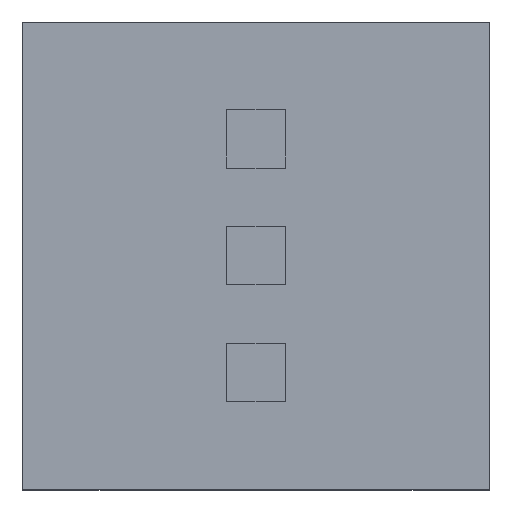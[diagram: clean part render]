
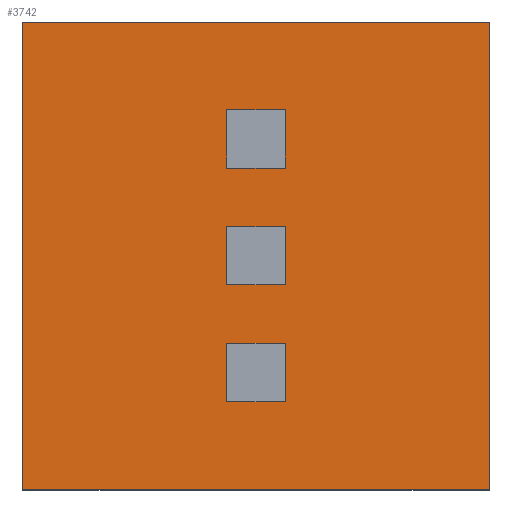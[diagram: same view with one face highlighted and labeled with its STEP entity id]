
A CAD part, top view. The second image highlights one B-rep face of the part: STEP entity #3742.
In plain terms, the highlighted planar face has unit normal (0, 0, 1).
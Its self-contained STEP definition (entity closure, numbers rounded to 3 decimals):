
#48 = CARTESIAN_POINT ( 'NONE',  ( -0.062, -0.313, 0.65 ) ) ;
#62 = VECTOR ( 'NONE', #3004, 1000. ) ;
#123 = EDGE_CURVE ( 'NONE', #2083, #2990, #620, .T. ) ;
#126 = EDGE_CURVE ( 'NONE', #3236, #891, #1047, .T. ) ;
#148 = EDGE_CURVE ( 'NONE', #2195, #3926, #2377, .T. ) ;
#174 = ORIENTED_EDGE ( 'NONE', *, *, #1945, .F. ) ;
#197 = DIRECTION ( 'NONE',  ( 0., 1., 0. ) ) ;
#201 = LINE ( 'NONE', #2874, #2749 ) ;
#221 = LINE ( 'NONE', #582, #2958 ) ;
#271 = CARTESIAN_POINT ( 'NONE',  ( 0.063, -0.063, 0.65 ) ) ;
#287 = VECTOR ( 'NONE', #2365, 1000. ) ;
#340 = FACE_BOUND ( 'NONE', #2528, .T. ) ;
#412 = DIRECTION ( 'NONE',  ( -1., 0., 0. ) ) ;
#455 = EDGE_CURVE ( 'NONE', #2109, #1801, #3875, .T. ) ;
#525 = CARTESIAN_POINT ( 'NONE',  ( -0.062, 0.313, 0.65 ) ) ;
#539 = LINE ( 'NONE', #613, #3347 ) ;
#554 = CARTESIAN_POINT ( 'NONE',  ( 0.5, -0.5, 0.65 ) ) ;
#558 = DIRECTION ( 'NONE',  ( 0., 1., 0. ) ) ;
#582 = CARTESIAN_POINT ( 'NONE',  ( -0.062, 0.188, 0.65 ) ) ;
#589 = EDGE_CURVE ( 'NONE', #3585, #882, #539, .T. ) ;
#613 = CARTESIAN_POINT ( 'NONE',  ( 0.5, 0.5, 0.65 ) ) ;
#620 = LINE ( 'NONE', #3030, #1892 ) ;
#633 = ORIENTED_EDGE ( 'NONE', *, *, #2656, .F. ) ;
#643 = EDGE_CURVE ( 'NONE', #3926, #2109, #1596, .T. ) ;
#674 = CARTESIAN_POINT ( 'NONE',  ( -0.062, 0.188, 0.65 ) ) ;
#681 = ORIENTED_EDGE ( 'NONE', *, *, #3156, .F. ) ;
#688 = DIRECTION ( 'NONE',  ( 0., -1., 0. ) ) ;
#850 = ORIENTED_EDGE ( 'NONE', *, *, #455, .F. ) ;
#882 = VERTEX_POINT ( 'NONE', #1894 ) ;
#891 = VERTEX_POINT ( 'NONE', #2002 ) ;
#929 = CARTESIAN_POINT ( 'NONE',  ( -0.062, -0.188, 0.65 ) ) ;
#1047 = LINE ( 'NONE', #48, #3939 ) ;
#1152 = VECTOR ( 'NONE', #1589, 1000. ) ;
#1169 = DIRECTION ( 'NONE',  ( -1., 0., 0. ) ) ;
#1214 = VECTOR ( 'NONE', #1376, 1000. ) ;
#1252 = DIRECTION ( 'NONE',  ( 1., 0., 0. ) ) ;
#1256 = CARTESIAN_POINT ( 'NONE',  ( -0.062, 0.063, 0.65 ) ) ;
#1284 = DIRECTION ( 'NONE',  ( 1., 0., 0. ) ) ;
#1356 = ORIENTED_EDGE ( 'NONE', *, *, #589, .T. ) ;
#1376 = DIRECTION ( 'NONE',  ( 0., 1., 0. ) ) ;
#1384 = ORIENTED_EDGE ( 'NONE', *, *, #2596, .F. ) ;
#1428 = CARTESIAN_POINT ( 'NONE',  ( 0.063, -0.188, 0.65 ) ) ;
#1589 = DIRECTION ( 'NONE',  ( 0., -1., 0. ) ) ;
#1596 = LINE ( 'NONE', #1256, #3205 ) ;
#1605 = CARTESIAN_POINT ( 'NONE',  ( -0.062, 0.063, 0.65 ) ) ;
#1609 = LINE ( 'NONE', #4190, #1152 ) ;
#1663 = EDGE_LOOP ( 'NONE', ( #174, #2619, #2676, #1980 ) ) ;
#1669 = VECTOR ( 'NONE', #688, 1000. ) ;
#1670 = LINE ( 'NONE', #3596, #3365 ) ;
#1703 = EDGE_CURVE ( 'NONE', #1895, #3342, #3833, .T. ) ;
#1738 = DIRECTION ( 'NONE',  ( 0., -1., 0. ) ) ;
#1755 = CARTESIAN_POINT ( 'NONE',  ( -0.062, 0.063, 0.65 ) ) ;
#1782 = CARTESIAN_POINT ( 'NONE',  ( -0.062, -0.063, 0.65 ) ) ;
#1801 = VERTEX_POINT ( 'NONE', #271 ) ;
#1892 = VECTOR ( 'NONE', #3393, 1000. ) ;
#1894 = CARTESIAN_POINT ( 'NONE',  ( -0.5, 0.5, 0.65 ) ) ;
#1895 = VERTEX_POINT ( 'NONE', #2430 ) ;
#1921 = VECTOR ( 'NONE', #1169, 1000. ) ;
#1945 = EDGE_CURVE ( 'NONE', #891, #2955, #2773, .T. ) ;
#1950 = AXIS2_PLACEMENT_3D ( 'NONE', #2062, #3936, #2944 ) ;
#1980 = ORIENTED_EDGE ( 'NONE', *, *, #3031, .F. ) ;
#2002 = CARTESIAN_POINT ( 'NONE',  ( 0.063, -0.313, 0.65 ) ) ;
#2039 = LINE ( 'NONE', #3355, #1669 ) ;
#2062 = CARTESIAN_POINT ( 'NONE',  ( 0., 0., 0.65 ) ) ;
#2076 = VECTOR ( 'NONE', #1738, 1000. ) ;
#2083 = VERTEX_POINT ( 'NONE', #3007 ) ;
#2105 = VECTOR ( 'NONE', #1284, 1000. ) ;
#2109 = VERTEX_POINT ( 'NONE', #1782 ) ;
#2115 = LINE ( 'NONE', #3727, #2076 ) ;
#2153 = ORIENTED_EDGE ( 'NONE', *, *, #643, .F. ) ;
#2195 = VERTEX_POINT ( 'NONE', #3034 ) ;
#2222 = ORIENTED_EDGE ( 'NONE', *, *, #1703, .F. ) ;
#2365 = DIRECTION ( 'NONE',  ( 0., 1., 0. ) ) ;
#2377 = LINE ( 'NONE', #1755, #62 ) ;
#2414 = LINE ( 'NONE', #4274, #1214 ) ;
#2430 = CARTESIAN_POINT ( 'NONE',  ( 0.063, 0.313, 0.65 ) ) ;
#2481 = ORIENTED_EDGE ( 'NONE', *, *, #123, .T. ) ;
#2528 = EDGE_LOOP ( 'NONE', ( #681, #850, #2153, #2653 ) ) ;
#2563 = DIRECTION ( 'NONE',  ( 0., -1., 0. ) ) ;
#2596 = EDGE_CURVE ( 'NONE', #2842, #1895, #201, .T. ) ;
#2619 = ORIENTED_EDGE ( 'NONE', *, *, #126, .F. ) ;
#2653 = ORIENTED_EDGE ( 'NONE', *, *, #148, .F. ) ;
#2656 = EDGE_CURVE ( 'NONE', #3115, #2842, #221, .T. ) ;
#2676 = ORIENTED_EDGE ( 'NONE', *, *, #4027, .F. ) ;
#2703 = EDGE_CURVE ( 'NONE', #3342, #3115, #1609, .T. ) ;
#2733 = CARTESIAN_POINT ( 'NONE',  ( 0.063, 0.188, 0.65 ) ) ;
#2749 = VECTOR ( 'NONE', #558, 1000. ) ;
#2773 = LINE ( 'NONE', #4060, #287 ) ;
#2835 = LINE ( 'NONE', #554, #2898 ) ;
#2842 = VERTEX_POINT ( 'NONE', #2733 ) ;
#2866 = ORIENTED_EDGE ( 'NONE', *, *, #3943, .T. ) ;
#2874 = CARTESIAN_POINT ( 'NONE',  ( 0.063, 0.313, 0.65 ) ) ;
#2898 = VECTOR ( 'NONE', #197, 1000. ) ;
#2931 = VERTEX_POINT ( 'NONE', #929 ) ;
#2944 = DIRECTION ( 'NONE',  ( 1., 0., 0. ) ) ;
#2955 = VERTEX_POINT ( 'NONE', #1428 ) ;
#2958 = VECTOR ( 'NONE', #1252, 1000. ) ;
#2970 = FACE_BOUND ( 'NONE', #4097, .T. ) ;
#2990 = VERTEX_POINT ( 'NONE', #3737 ) ;
#3004 = DIRECTION ( 'NONE',  ( -1., 0., 0. ) ) ;
#3007 = CARTESIAN_POINT ( 'NONE',  ( -0.5, -0.5, 0.65 ) ) ;
#3030 = CARTESIAN_POINT ( 'NONE',  ( -0.5, -0.5, 0.65 ) ) ;
#3031 = EDGE_CURVE ( 'NONE', #2955, #2931, #1670, .T. ) ;
#3034 = CARTESIAN_POINT ( 'NONE',  ( 0.063, 0.063, 0.65 ) ) ;
#3071 = ORIENTED_EDGE ( 'NONE', *, *, #3670, .T. ) ;
#3115 = VERTEX_POINT ( 'NONE', #674 ) ;
#3156 = EDGE_CURVE ( 'NONE', #1801, #2195, #2414, .T. ) ;
#3205 = VECTOR ( 'NONE', #2563, 1000. ) ;
#3208 = DIRECTION ( 'NONE',  ( -1., 0., 0. ) ) ;
#3236 = VERTEX_POINT ( 'NONE', #4041 ) ;
#3311 = PLANE ( 'NONE',  #1950 ) ;
#3342 = VERTEX_POINT ( 'NONE', #3660 ) ;
#3347 = VECTOR ( 'NONE', #3208, 1000. ) ;
#3355 = CARTESIAN_POINT ( 'NONE',  ( -0.5, 0.5, 0.65 ) ) ;
#3365 = VECTOR ( 'NONE', #412, 1000. ) ;
#3393 = DIRECTION ( 'NONE',  ( 1., 0., 0. ) ) ;
#3400 = FACE_BOUND ( 'NONE', #1663, .T. ) ;
#3585 = VERTEX_POINT ( 'NONE', #3947 ) ;
#3596 = CARTESIAN_POINT ( 'NONE',  ( -0.062, -0.188, 0.65 ) ) ;
#3660 = CARTESIAN_POINT ( 'NONE',  ( -0.062, 0.313, 0.65 ) ) ;
#3670 = EDGE_CURVE ( 'NONE', #882, #2083, #2039, .T. ) ;
#3678 = DIRECTION ( 'NONE',  ( 1., 0., 0. ) ) ;
#3701 = ORIENTED_EDGE ( 'NONE', *, *, #2703, .F. ) ;
#3709 = FACE_OUTER_BOUND ( 'NONE', #4287, .T. ) ;
#3727 = CARTESIAN_POINT ( 'NONE',  ( -0.062, -0.188, 0.65 ) ) ;
#3737 = CARTESIAN_POINT ( 'NONE',  ( 0.5, -0.5, 0.65 ) ) ;
#3742 = ADVANCED_FACE ( 'NONE', ( #3400, #340, #2970, #3709 ), #3311, .T. ) ;
#3833 = LINE ( 'NONE', #525, #1921 ) ;
#3875 = LINE ( 'NONE', #4230, #2105 ) ;
#3926 = VERTEX_POINT ( 'NONE', #1605 ) ;
#3936 = DIRECTION ( 'NONE',  ( 0., 0., 1. ) ) ;
#3939 = VECTOR ( 'NONE', #3678, 1000. ) ;
#3943 = EDGE_CURVE ( 'NONE', #2990, #3585, #2835, .T. ) ;
#3947 = CARTESIAN_POINT ( 'NONE',  ( 0.5, 0.5, 0.65 ) ) ;
#4027 = EDGE_CURVE ( 'NONE', #2931, #3236, #2115, .T. ) ;
#4041 = CARTESIAN_POINT ( 'NONE',  ( -0.062, -0.313, 0.65 ) ) ;
#4060 = CARTESIAN_POINT ( 'NONE',  ( 0.063, -0.188, 0.65 ) ) ;
#4097 = EDGE_LOOP ( 'NONE', ( #1384, #633, #3701, #2222 ) ) ;
#4190 = CARTESIAN_POINT ( 'NONE',  ( -0.062, 0.313, 0.65 ) ) ;
#4230 = CARTESIAN_POINT ( 'NONE',  ( -0.062, -0.063, 0.65 ) ) ;
#4274 = CARTESIAN_POINT ( 'NONE',  ( 0.063, 0.063, 0.65 ) ) ;
#4287 = EDGE_LOOP ( 'NONE', ( #2481, #2866, #1356, #3071 ) ) ;
